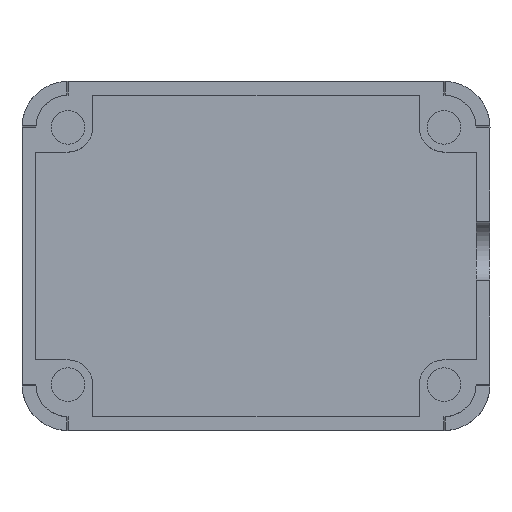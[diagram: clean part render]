
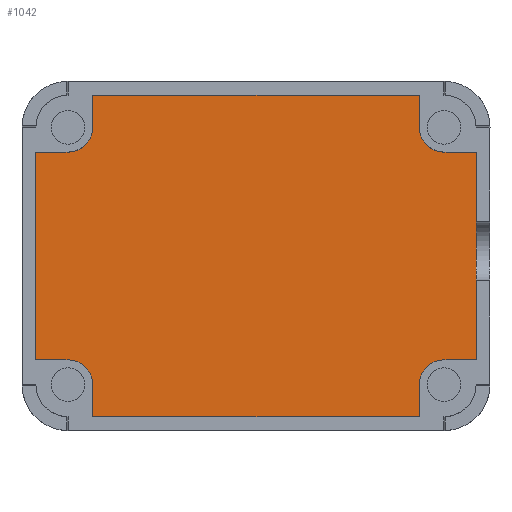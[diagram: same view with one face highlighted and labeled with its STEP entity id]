
A CAD part, top view. The second image highlights one B-rep face of the part: STEP entity #1042.
In plain terms, the highlighted planar face has unit normal (0, 0, 1).
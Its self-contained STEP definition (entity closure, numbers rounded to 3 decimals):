
#15 = EDGE_CURVE ( 'NONE', #1264, #269, #917, .T. ) ;
#22 = CARTESIAN_POINT ( 'NONE',  ( 3., 5.5, -6.591 ) ) ;
#27 = EDGE_CURVE ( 'NONE', #1996, #137, #437, .T. ) ;
#30 = EDGE_CURVE ( 'NONE', #1822, #698, #347, .T. ) ;
#39 = CARTESIAN_POINT ( 'NONE',  ( -0.25, 26.5, -6.591 ) ) ;
#76 = VERTEX_POINT ( 'NONE', #268 ) ;
#82 = VECTOR ( 'NONE', #194, 1000. ) ;
#94 = EDGE_CURVE ( 'NONE', #137, #1264, #1355, .T. ) ;
#101 = LINE ( 'NONE', #2893, #2100 ) ;
#132 = LINE ( 'NONE', #2745, #2349 ) ;
#137 = VERTEX_POINT ( 'NONE', #22 ) ;
#158 = CARTESIAN_POINT ( 'NONE',  ( -0.25, 0., -6.591 ) ) ;
#160 = CIRCLE ( 'NONE', #1365, 2.5 ) ;
#164 = LINE ( 'NONE', #2252, #756 ) ;
#185 = VECTOR ( 'NONE', #2643, 1000. ) ;
#194 = DIRECTION ( 'NONE',  ( 0., 1., 0. ) ) ;
#212 = CARTESIAN_POINT ( 'NONE',  ( 38.5, 32.25, -6.591 ) ) ;
#256 = CARTESIAN_POINT ( 'NONE',  ( 5.5, -0.25, -6.591 ) ) ;
#268 = CARTESIAN_POINT ( 'NONE',  ( 41., 26.5, -6.591 ) ) ;
#269 = VERTEX_POINT ( 'NONE', #2270 ) ;
#274 = DIRECTION ( 'NONE',  ( -1., 0., 0. ) ) ;
#275 = ORIENTED_EDGE ( 'NONE', *, *, #2462, .F. ) ;
#319 = CARTESIAN_POINT ( 'NONE',  ( 3., 29., -6.591 ) ) ;
#347 = CIRCLE ( 'NONE', #2552, 2.5 ) ;
#349 = CARTESIAN_POINT ( 'NONE',  ( 3., 29., -6.591 ) ) ;
#395 = AXIS2_PLACEMENT_3D ( 'NONE', #1163, #2362, #2136 ) ;
#437 = LINE ( 'NONE', #1888, #2441 ) ;
#490 = ORIENTED_EDGE ( 'NONE', *, *, #1108, .T. ) ;
#503 = VERTEX_POINT ( 'NONE', #1534 ) ;
#511 = VERTEX_POINT ( 'NONE', #1796 ) ;
#518 = CARTESIAN_POINT ( 'NONE',  ( -0.25, 26.5, -6.591 ) ) ;
#542 = EDGE_CURVE ( 'NONE', #1996, #2422, #2076, .T. ) ;
#606 = EDGE_CURVE ( 'NONE', #76, #1735, #160, .T. ) ;
#697 = DIRECTION ( 'NONE',  ( 0., 0., -1. ) ) ;
#698 = VERTEX_POINT ( 'NONE', #984 ) ;
#736 = CARTESIAN_POINT ( 'NONE',  ( 3., -0.25, -6.591 ) ) ;
#752 = VECTOR ( 'NONE', #2581, 1000. ) ;
#756 = VECTOR ( 'NONE', #1548, 1000. ) ;
#797 = VECTOR ( 'NONE', #2165, 1000. ) ;
#798 = ORIENTED_EDGE ( 'NONE', *, *, #2304, .T. ) ;
#799 = ORIENTED_EDGE ( 'NONE', *, *, #27, .T. ) ;
#844 = ORIENTED_EDGE ( 'NONE', *, *, #15, .T. ) ;
#882 = CARTESIAN_POINT ( 'NONE',  ( 41., 29., -6.591 ) ) ;
#917 = LINE ( 'NONE', #256, #1459 ) ;
#918 = ORIENTED_EDGE ( 'NONE', *, *, #2684, .F. ) ;
#948 = VERTEX_POINT ( 'NONE', #1844 ) ;
#984 = CARTESIAN_POINT ( 'NONE',  ( 41., 5.5, -6.591 ) ) ;
#1018 = EDGE_LOOP ( 'NONE', ( #1498, #798, #918, #2355, #2087, #1324, #2373, #490, #2493, #1100, #2591, #799, #1267, #844, #275, #2125 ) ) ;
#1042 = ADVANCED_FACE ( 'NONE', ( #1052 ), #2708, .T. ) ;
#1052 = FACE_OUTER_BOUND ( 'NONE', #1018, .T. ) ;
#1088 = DIRECTION ( 'NONE',  ( 1., 0., 0. ) ) ;
#1099 = VERTEX_POINT ( 'NONE', #2275 ) ;
#1100 = ORIENTED_EDGE ( 'NONE', *, *, #2823, .T. ) ;
#1108 = EDGE_CURVE ( 'NONE', #948, #2157, #132, .T. ) ;
#1151 = DIRECTION ( 'NONE',  ( 1., 0., 0. ) ) ;
#1163 = CARTESIAN_POINT ( 'NONE',  ( 3., 3., -6.591 ) ) ;
#1188 = DIRECTION ( 'NONE',  ( 0., 0., -1. ) ) ;
#1224 = LINE ( 'NONE', #2634, #2871 ) ;
#1257 = DIRECTION ( 'NONE',  ( -1., 0., 0. ) ) ;
#1264 = VERTEX_POINT ( 'NONE', #1396 ) ;
#1267 = ORIENTED_EDGE ( 'NONE', *, *, #94, .T. ) ;
#1324 = ORIENTED_EDGE ( 'NONE', *, *, #2325, .T. ) ;
#1328 = CARTESIAN_POINT ( 'NONE',  ( 38.5, 29., -6.591 ) ) ;
#1334 = DIRECTION ( 'NONE',  ( -1., 0., 0. ) ) ;
#1349 = EDGE_CURVE ( 'NONE', #2157, #1879, #3011, .T. ) ;
#1355 = CIRCLE ( 'NONE', #395, 2.5 ) ;
#1365 = AXIS2_PLACEMENT_3D ( 'NONE', #882, #1554, #1088 ) ;
#1381 = CARTESIAN_POINT ( 'NONE',  ( 44.25, 5.5, -6.591 ) ) ;
#1396 = CARTESIAN_POINT ( 'NONE',  ( 5.5, 3., -6.591 ) ) ;
#1451 = CARTESIAN_POINT ( 'NONE',  ( 5.5, 29., -6.591 ) ) ;
#1459 = VECTOR ( 'NONE', #1631, 1000. ) ;
#1465 = LINE ( 'NONE', #736, #185 ) ;
#1498 = ORIENTED_EDGE ( 'NONE', *, *, #30, .T. ) ;
#1534 = CARTESIAN_POINT ( 'NONE',  ( 44.25, 26.5, -6.591 ) ) ;
#1548 = DIRECTION ( 'NONE',  ( 0., -1., 0. ) ) ;
#1554 = DIRECTION ( 'NONE',  ( 0., 0., -1. ) ) ;
#1620 = LINE ( 'NONE', #39, #3003 ) ;
#1631 = DIRECTION ( 'NONE',  ( 0., -1., 0. ) ) ;
#1659 = LINE ( 'NONE', #212, #82 ) ;
#1702 = CARTESIAN_POINT ( 'NONE',  ( 38.5, -0.25, -6.591 ) ) ;
#1728 = VECTOR ( 'NONE', #2240, 1000. ) ;
#1735 = VERTEX_POINT ( 'NONE', #1328 ) ;
#1796 = CARTESIAN_POINT ( 'NONE',  ( 38.5, -0.25, -6.591 ) ) ;
#1804 = DIRECTION ( 'NONE',  ( 1., 0., 0. ) ) ;
#1822 = VERTEX_POINT ( 'NONE', #2884 ) ;
#1837 = LINE ( 'NONE', #2569, #752 ) ;
#1844 = CARTESIAN_POINT ( 'NONE',  ( 5.5, 32.25, -6.591 ) ) ;
#1856 = EDGE_CURVE ( 'NONE', #511, #1822, #2203, .T. ) ;
#1879 = VERTEX_POINT ( 'NONE', #2390 ) ;
#1888 = CARTESIAN_POINT ( 'NONE',  ( -0.25, 5.5, -6.591 ) ) ;
#1996 = VERTEX_POINT ( 'NONE', #2820 ) ;
#2000 = VERTEX_POINT ( 'NONE', #1381 ) ;
#2076 = LINE ( 'NONE', #158, #1728 ) ;
#2087 = ORIENTED_EDGE ( 'NONE', *, *, #606, .T. ) ;
#2100 = VECTOR ( 'NONE', #1257, 1000. ) ;
#2125 = ORIENTED_EDGE ( 'NONE', *, *, #1856, .T. ) ;
#2136 = DIRECTION ( 'NONE',  ( 1., 0., 0. ) ) ;
#2140 = DIRECTION ( 'NONE',  ( -1., 0., 0. ) ) ;
#2157 = VERTEX_POINT ( 'NONE', #1451 ) ;
#2165 = DIRECTION ( 'NONE',  ( 0., 1., 0. ) ) ;
#2203 = LINE ( 'NONE', #1702, #797 ) ;
#2240 = DIRECTION ( 'NONE',  ( 0., 1., 0. ) ) ;
#2252 = CARTESIAN_POINT ( 'NONE',  ( 44.25, 0., -6.591 ) ) ;
#2270 = CARTESIAN_POINT ( 'NONE',  ( 5.5, -0.25, -6.591 ) ) ;
#2275 = CARTESIAN_POINT ( 'NONE',  ( 38.5, 32.25, -6.591 ) ) ;
#2304 = EDGE_CURVE ( 'NONE', #698, #2000, #1837, .T. ) ;
#2325 = EDGE_CURVE ( 'NONE', #1735, #1099, #1659, .T. ) ;
#2349 = VECTOR ( 'NONE', #2507, 1000. ) ;
#2355 = ORIENTED_EDGE ( 'NONE', *, *, #2955, .T. ) ;
#2362 = DIRECTION ( 'NONE',  ( 0., 0., -1. ) ) ;
#2373 = ORIENTED_EDGE ( 'NONE', *, *, #2978, .F. ) ;
#2390 = CARTESIAN_POINT ( 'NONE',  ( 3., 26.5, -6.591 ) ) ;
#2422 = VERTEX_POINT ( 'NONE', #518 ) ;
#2441 = VECTOR ( 'NONE', #1151, 1000. ) ;
#2462 = EDGE_CURVE ( 'NONE', #511, #269, #1465, .T. ) ;
#2493 = ORIENTED_EDGE ( 'NONE', *, *, #1349, .T. ) ;
#2507 = DIRECTION ( 'NONE',  ( 0., -1., 0. ) ) ;
#2552 = AXIS2_PLACEMENT_3D ( 'NONE', #2812, #697, #1334 ) ;
#2569 = CARTESIAN_POINT ( 'NONE',  ( 44.25, 5.5, -6.591 ) ) ;
#2581 = DIRECTION ( 'NONE',  ( 1., 0., 0. ) ) ;
#2591 = ORIENTED_EDGE ( 'NONE', *, *, #542, .F. ) ;
#2634 = CARTESIAN_POINT ( 'NONE',  ( 3., 32.25, -6.591 ) ) ;
#2643 = DIRECTION ( 'NONE',  ( -1., 0., 0. ) ) ;
#2684 = EDGE_CURVE ( 'NONE', #503, #2000, #164, .T. ) ;
#2708 = PLANE ( 'NONE',  #2831 ) ;
#2745 = CARTESIAN_POINT ( 'NONE',  ( 5.5, 32.25, -6.591 ) ) ;
#2812 = CARTESIAN_POINT ( 'NONE',  ( 41., 3., -6.591 ) ) ;
#2820 = CARTESIAN_POINT ( 'NONE',  ( -0.25, 5.5, -6.591 ) ) ;
#2823 = EDGE_CURVE ( 'NONE', #1879, #2422, #1620, .T. ) ;
#2831 = AXIS2_PLACEMENT_3D ( 'NONE', #349, #2906, #1804 ) ;
#2864 = DIRECTION ( 'NONE',  ( 1., 0., 0. ) ) ;
#2871 = VECTOR ( 'NONE', #2864, 1000. ) ;
#2884 = CARTESIAN_POINT ( 'NONE',  ( 38.5, 3., -6.591 ) ) ;
#2893 = CARTESIAN_POINT ( 'NONE',  ( 44.25, 26.5, -6.591 ) ) ;
#2906 = DIRECTION ( 'NONE',  ( 0., 0., 1. ) ) ;
#2955 = EDGE_CURVE ( 'NONE', #503, #76, #101, .T. ) ;
#2962 = AXIS2_PLACEMENT_3D ( 'NONE', #319, #1188, #2140 ) ;
#2978 = EDGE_CURVE ( 'NONE', #948, #1099, #1224, .T. ) ;
#3003 = VECTOR ( 'NONE', #274, 1000. ) ;
#3011 = CIRCLE ( 'NONE', #2962, 2.5 ) ;
